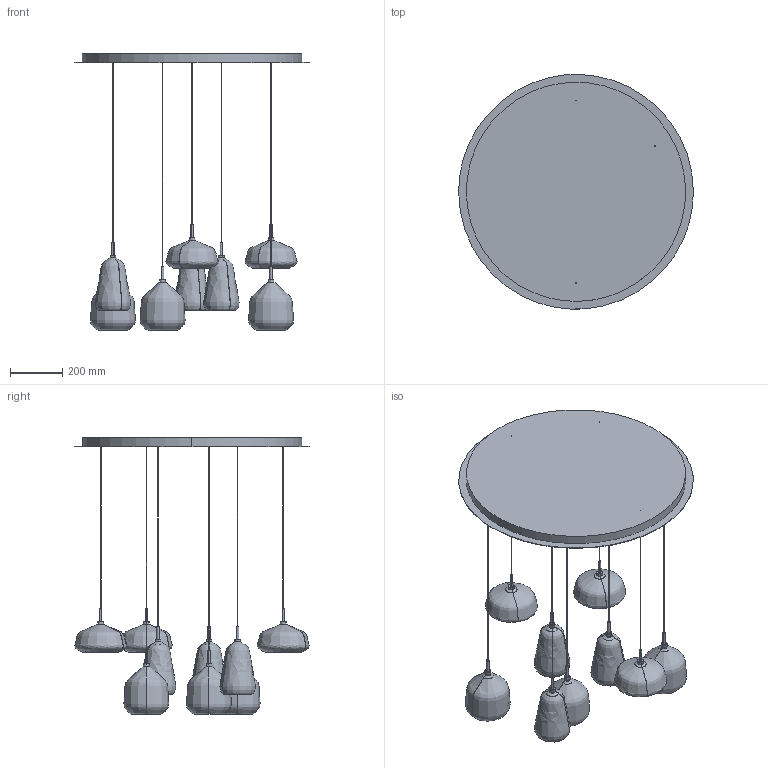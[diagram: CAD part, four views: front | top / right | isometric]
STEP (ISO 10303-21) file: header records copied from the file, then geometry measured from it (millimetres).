
FILE_DESCRIPTION(/* description */ (''),/* implementation_level */ '2;1');
FILE_NAME(/* name */ '17A50B~1',/* time_stamp */ '2020-05-19T16:09:33+02:00',/* author */ (''),/* organization */ (''),/* preprocessor_version */ 'ST-DEVELOPER v15',/* originating_system */ '',/* authorisation */ '');
FILE_SCHEMA (('AUTOMOTIVE_DESIGN'));
Length unit declared in the file: millimetre
Products named in the file (1): Document
Bounding box: 900 x 899.61 x 1060.17 mm (x, y, z)
Volume: 20906599.9 mm3; surface area: 4643965.8 mm2
Topology: 20 solids, 59 shells, 380 faces, 870 edges, 443 vertices
Faces by surface type: bspline 376, plane 4
Entity records: 15704 total; most frequent: CARTESIAN_POINT 10954, ORIENTED_EDGE 1410, EDGE_CURVE 768, VERTEX_POINT 443, ADVANCED_FACE 380, FACE_OUTER_BOUND 380, EDGE_LOOP 380, B_SPLINE_CURVE_WITH_KNOTS 300
